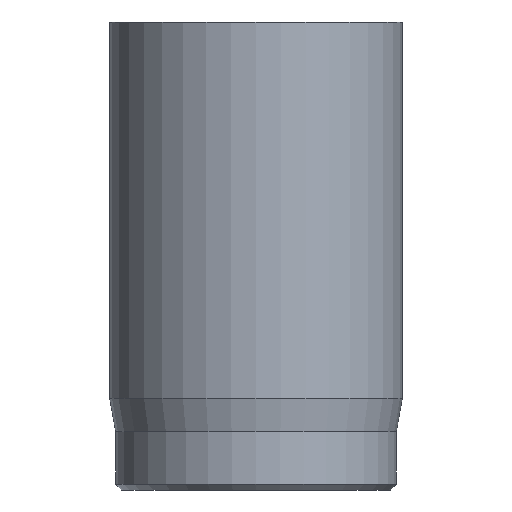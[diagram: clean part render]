
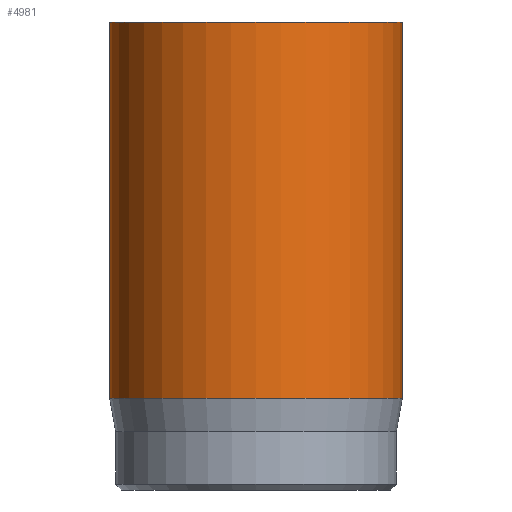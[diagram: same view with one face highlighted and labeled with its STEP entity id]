
A CAD part, front view. The second image highlights one B-rep face of the part: STEP entity #4981.
In plain terms, the highlighted cylindrical face has radius 2.5 mm (diameter 5 mm), a full revolution.
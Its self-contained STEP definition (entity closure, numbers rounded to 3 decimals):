
#31=CYLINDRICAL_SURFACE('',#5174,2.5);
#44=CIRCLE('',#5145,2.5);
#55=CIRCLE('',#5172,2.5);
#56=CIRCLE('',#5173,2.5);
#451=FACE_OUTER_BOUND('',#755,.T.);
#755=EDGE_LOOP('',(#4457,#4458,#4459,#4460,#4461));
#1126=LINE('',#9462,#1508);
#1508=VECTOR('',#5774,2.5);
#2314=VERTEX_POINT('',#9413);
#2325=VERTEX_POINT('',#9456);
#2326=VERTEX_POINT('',#9457);
#3025=EDGE_CURVE('',#2314,#2314,#44,.T.);
#3041=EDGE_CURVE('',#2325,#2326,#55,.T.);
#3042=EDGE_CURVE('',#2326,#2325,#56,.T.);
#3044=EDGE_CURVE('',#2314,#2325,#1126,.T.);
#4457=ORIENTED_EDGE('',*,*,#3025,.T.);
#4458=ORIENTED_EDGE('',*,*,#3044,.T.);
#4459=ORIENTED_EDGE('',*,*,#3041,.T.);
#4460=ORIENTED_EDGE('',*,*,#3042,.T.);
#4461=ORIENTED_EDGE('',*,*,#3044,.F.);
#4981=ADVANCED_FACE('',(#451),#31,.T.);
#5145=AXIS2_PLACEMENT_3D('',#9414,#5708,#5709);
#5172=AXIS2_PLACEMENT_3D('',#9458,#5767,#5768);
#5173=AXIS2_PLACEMENT_3D('',#9459,#5769,#5770);
#5174=AXIS2_PLACEMENT_3D('',#9461,#5772,#5773);
#5708=DIRECTION('center_axis',(0.,0.,-1.));
#5709=DIRECTION('ref_axis',(-1.,0.,0.));
#5767=DIRECTION('center_axis',(0.,0.,1.));
#5768=DIRECTION('ref_axis',(-1.,0.,0.));
#5769=DIRECTION('center_axis',(0.,0.,1.));
#5770=DIRECTION('ref_axis',(-1.,0.,0.));
#5772=DIRECTION('center_axis',(0.,0.,1.));
#5773=DIRECTION('ref_axis',(-1.,0.,0.));
#5774=DIRECTION('',(0.,0.,-1.));
#9413=CARTESIAN_POINT('',(2.5,0.,8.));
#9414=CARTESIAN_POINT('Origin',(0.,0.,8.));
#9456=CARTESIAN_POINT('',(2.5,0.,1.567));
#9457=CARTESIAN_POINT('',(-2.5,0.,1.567));
#9458=CARTESIAN_POINT('Origin',(0.,0.,1.567));
#9459=CARTESIAN_POINT('Origin',(0.,0.,1.567));
#9461=CARTESIAN_POINT('Origin',(0.,0.,0.));
#9462=CARTESIAN_POINT('',(2.5,0.,0.));
